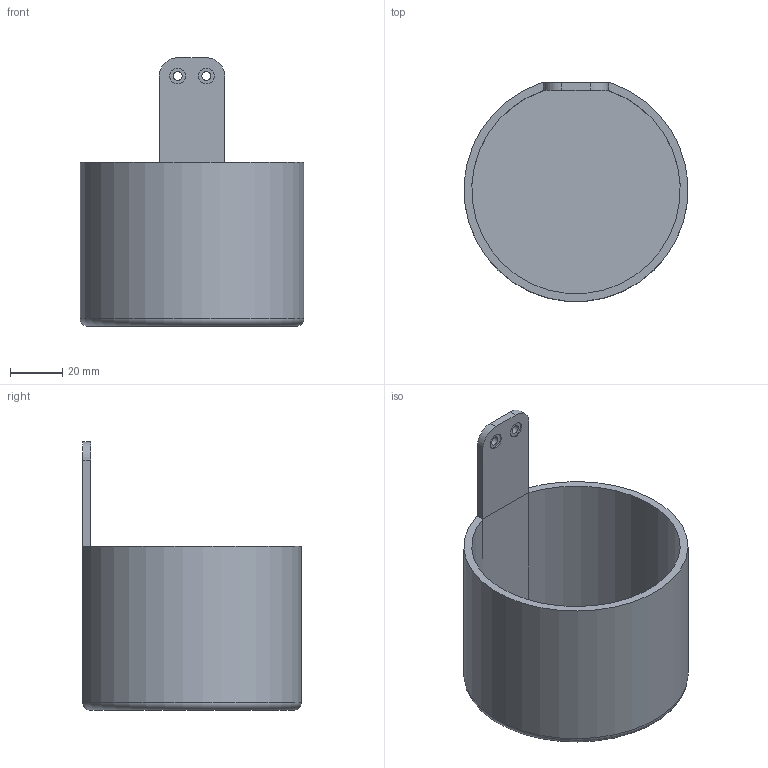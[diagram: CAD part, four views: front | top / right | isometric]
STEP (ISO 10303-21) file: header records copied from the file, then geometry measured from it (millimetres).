
FILE_DESCRIPTION(('FreeCAD Model'),'2;1');
FILE_NAME('Open CASCADE Shape Model','2024-10-05T17:58:55',(''),(''), 'Open CASCADE STEP processor 7.7','FreeCAD','Unknown');
FILE_SCHEMA(('AUTOMOTIVE_DESIGN { 1 0 10303 214 1 1 1 1 }'));
Length unit declared in the file: millimetre
Products named in the file (1): Body
Bounding box: 85.87 x 83.84 x 103 mm (x, y, z)
Volume: 66531 mm3; surface area: 45460.9 mm2
Topology: 1 solids, 1 shells, 26 faces, 52 edges, 30 vertices
Faces by surface type: plane 12, cylinder 11, sphere 2, torus 1
Full cylindrical faces by diameter (mm): 3.4 x2, 6 x2
Entity records: 699 total; most frequent: DIRECTION 131, CARTESIAN_POINT 109, ORIENTED_EDGE 104, AXIS2_PLACEMENT_3D 52, EDGE_CURVE 52, FACE_BOUND 32, EDGE_LOOP 32, VERTEX_POINT 30
